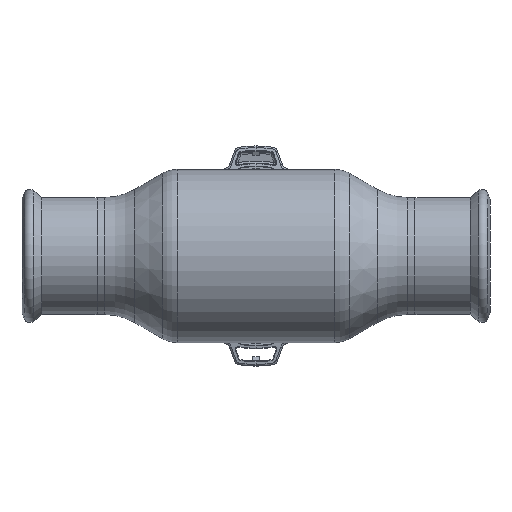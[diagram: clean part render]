
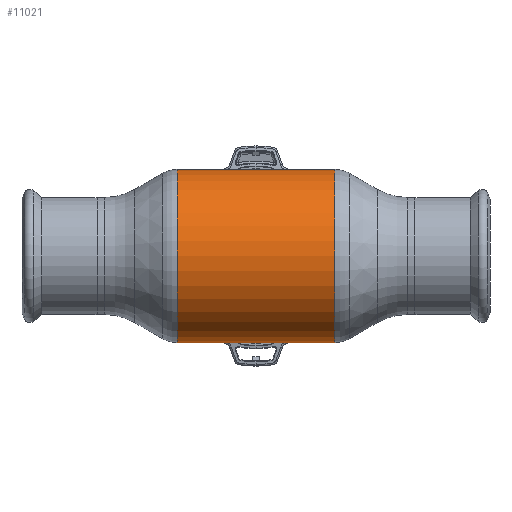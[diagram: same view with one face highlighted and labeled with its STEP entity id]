
A CAD part, front view. The second image highlights one B-rep face of the part: STEP entity #11021.
In plain terms, the highlighted cylindrical face has radius 42.5 mm (diameter 85 mm), a partial arc.
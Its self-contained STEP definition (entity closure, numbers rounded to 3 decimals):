
#10 = CIRCLE ( 'NONE', #1666, 42.5 ) ;
#1019 = VECTOR ( 'NONE', #33769, 1000. ) ;
#1301 = CARTESIAN_POINT ( 'NONE',  ( -38.749, 0., 42.5 ) ) ;
#1431 = LINE ( 'NONE', #34114, #1019 ) ;
#1666 = AXIS2_PLACEMENT_3D ( 'NONE', #22663, #27180, #24580 ) ;
#3369 = ORIENTED_EDGE ( 'NONE', *, *, #15299, .F. ) ;
#4157 = DIRECTION ( 'NONE',  ( -1., 0., 0. ) ) ;
#4348 = EDGE_CURVE ( 'NONE', #31650, #4928, #15352, .T. ) ;
#4851 = CARTESIAN_POINT ( 'NONE',  ( 38.749, 0., 0. ) ) ;
#4928 = VERTEX_POINT ( 'NONE', #1301 ) ;
#5496 = ORIENTED_EDGE ( 'NONE', *, *, #6041, .T. ) ;
#6041 = EDGE_CURVE ( 'NONE', #32197, #31650, #13182, .T. ) ;
#6808 = AXIS2_PLACEMENT_3D ( 'NONE', #8842, #4157, #9511 ) ;
#8842 = CARTESIAN_POINT ( 'NONE',  ( -62.69, 0., 0. ) ) ;
#9511 = DIRECTION ( 'NONE',  ( 0., 0., 1. ) ) ;
#10189 = DIRECTION ( 'NONE',  ( -1., 0., 0. ) ) ;
#11021 = ADVANCED_FACE ( 'NONE', ( #25270 ), #12113, .T. ) ;
#12113 = CYLINDRICAL_SURFACE ( 'NONE', #6808, 42.5 ) ;
#12340 = ORIENTED_EDGE ( 'NONE', *, *, #25587, .F. ) ;
#13182 = CIRCLE ( 'NONE', #26465, 42.5 ) ;
#15299 = EDGE_CURVE ( 'NONE', #32197, #16461, #1431, .T. ) ;
#15352 = LINE ( 'NONE', #23684, #32442 ) ;
#16461 = VERTEX_POINT ( 'NONE', #30998 ) ;
#17694 = DIRECTION ( 'NONE',  ( 0., 0., 1. ) ) ;
#21558 = CARTESIAN_POINT ( 'NONE',  ( 38.749, 0., 42.5 ) ) ;
#22558 = ORIENTED_EDGE ( 'NONE', *, *, #4348, .T. ) ;
#22663 = CARTESIAN_POINT ( 'NONE',  ( -38.749, 0., 0. ) ) ;
#22879 = CARTESIAN_POINT ( 'NONE',  ( 38.749, 0., -42.5 ) ) ;
#23684 = CARTESIAN_POINT ( 'NONE',  ( -62.69, 0., 42.5 ) ) ;
#24580 = DIRECTION ( 'NONE',  ( 0., 0., 1. ) ) ;
#25270 = FACE_OUTER_BOUND ( 'NONE', #32610, .T. ) ;
#25587 = EDGE_CURVE ( 'NONE', #16461, #4928, #10, .T. ) ;
#26465 = AXIS2_PLACEMENT_3D ( 'NONE', #4851, #33779, #17694 ) ;
#27180 = DIRECTION ( 'NONE',  ( -1., 0., 0. ) ) ;
#30998 = CARTESIAN_POINT ( 'NONE',  ( -38.749, 0., -42.5 ) ) ;
#31650 = VERTEX_POINT ( 'NONE', #21558 ) ;
#32197 = VERTEX_POINT ( 'NONE', #22879 ) ;
#32442 = VECTOR ( 'NONE', #10189, 1000. ) ;
#32610 = EDGE_LOOP ( 'NONE', ( #3369, #5496, #22558, #12340 ) ) ;
#33769 = DIRECTION ( 'NONE',  ( -1., 0., 0. ) ) ;
#33779 = DIRECTION ( 'NONE',  ( -1., 0., 0. ) ) ;
#34114 = CARTESIAN_POINT ( 'NONE',  ( -62.69, 0., -42.5 ) ) ;
